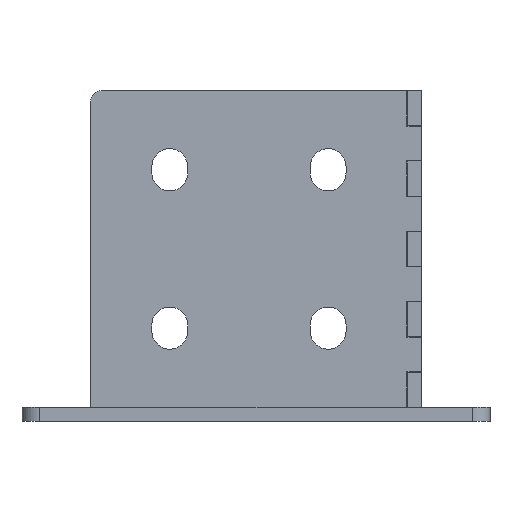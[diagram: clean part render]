
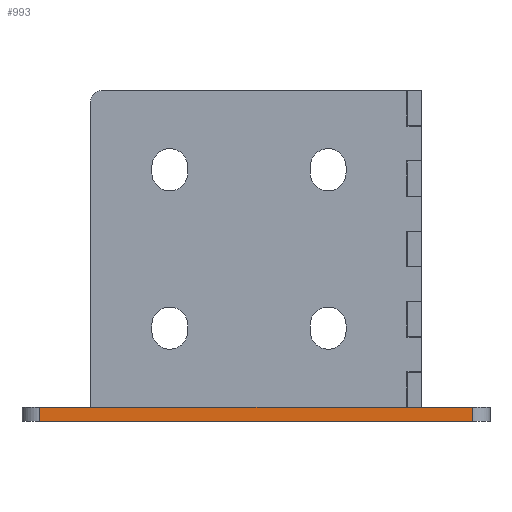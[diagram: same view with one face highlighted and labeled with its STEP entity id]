
A CAD part, left-side view. The second image highlights one B-rep face of the part: STEP entity #993.
In plain terms, the highlighted planar face has unit normal (-1, 0, 0).
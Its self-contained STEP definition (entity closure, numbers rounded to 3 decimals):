
#12 = PLANE ( 'NONE',  #15 ) ;
#15 = AXIS2_PLACEMENT_3D ( 'NONE', #1703, #4071, #3473 ) ;
#104 = CARTESIAN_POINT ( 'NONE',  ( -67., -61.5, 4. ) ) ;
#122 = DIRECTION ( 'NONE',  ( 0., -1., 0. ) ) ;
#137 = VERTEX_POINT ( 'NONE', #2303 ) ;
#535 = VECTOR ( 'NONE', #665, 1000. ) ;
#625 = VERTEX_POINT ( 'NONE', #4349 ) ;
#665 = DIRECTION ( 'NONE',  ( 0., 0., -1. ) ) ;
#706 = EDGE_CURVE ( 'NONE', #137, #2053, #2526, .T. ) ;
#993 = ADVANCED_FACE ( 'NONE', ( #2047 ), #12, .F. ) ;
#1144 = EDGE_CURVE ( 'NONE', #625, #1287, #3159, .T. ) ;
#1261 = CARTESIAN_POINT ( 'NONE',  ( -67., -61.5, 0. ) ) ;
#1287 = VERTEX_POINT ( 'NONE', #1261 ) ;
#1338 = ORIENTED_EDGE ( 'NONE', *, *, #706, .F. ) ;
#1368 = VECTOR ( 'NONE', #3944, 1000. ) ;
#1376 = VECTOR ( 'NONE', #122, 1000. ) ;
#1703 = CARTESIAN_POINT ( 'NONE',  ( -67., -66.5, 4. ) ) ;
#1758 = ORIENTED_EDGE ( 'NONE', *, *, #3514, .T. ) ;
#1796 = VECTOR ( 'NONE', #2127, 1000. ) ;
#1878 = EDGE_CURVE ( 'NONE', #137, #625, #2054, .T. ) ;
#1887 = EDGE_LOOP ( 'NONE', ( #2847, #1758, #1338, #3843 ) ) ;
#2030 = CARTESIAN_POINT ( 'NONE',  ( -67., 61.5, 4. ) ) ;
#2047 = FACE_OUTER_BOUND ( 'NONE', #1887, .T. ) ;
#2053 = VERTEX_POINT ( 'NONE', #2479 ) ;
#2054 = LINE ( 'NONE', #2030, #535 ) ;
#2127 = DIRECTION ( 'NONE',  ( 0., -1., 0. ) ) ;
#2303 = CARTESIAN_POINT ( 'NONE',  ( -67., 61.5, 4. ) ) ;
#2479 = CARTESIAN_POINT ( 'NONE',  ( -67., -61.5, 4. ) ) ;
#2526 = LINE ( 'NONE', #2773, #1796 ) ;
#2773 = CARTESIAN_POINT ( 'NONE',  ( -67., -66.5, 4. ) ) ;
#2814 = LINE ( 'NONE', #104, #1368 ) ;
#2847 = ORIENTED_EDGE ( 'NONE', *, *, #1144, .T. ) ;
#3159 = LINE ( 'NONE', #4229, #1376 ) ;
#3473 = DIRECTION ( 'NONE',  ( 0., 0., -1. ) ) ;
#3514 = EDGE_CURVE ( 'NONE', #1287, #2053, #2814, .T. ) ;
#3843 = ORIENTED_EDGE ( 'NONE', *, *, #1878, .T. ) ;
#3944 = DIRECTION ( 'NONE',  ( 0., 0., 1. ) ) ;
#4071 = DIRECTION ( 'NONE',  ( 1., 0., 0. ) ) ;
#4229 = CARTESIAN_POINT ( 'NONE',  ( -67., -66.5, 0. ) ) ;
#4349 = CARTESIAN_POINT ( 'NONE',  ( -67., 61.5, 0. ) ) ;
